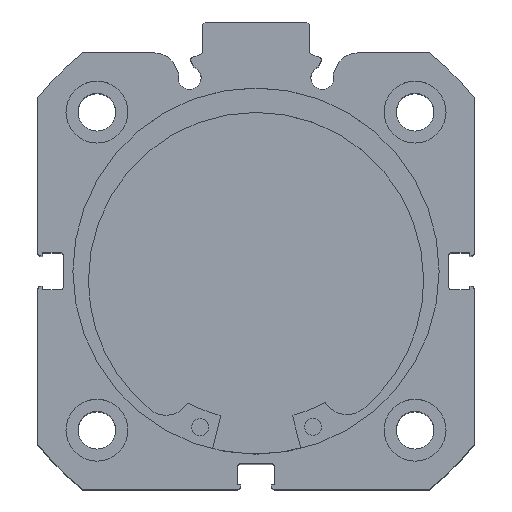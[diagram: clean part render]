
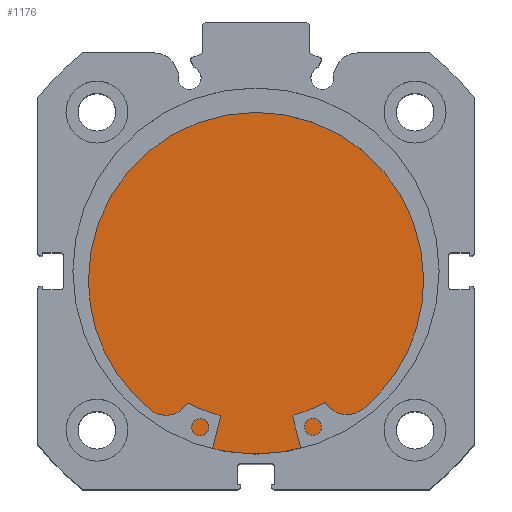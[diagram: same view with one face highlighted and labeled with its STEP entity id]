
A CAD part, top view. The second image highlights one B-rep face of the part: STEP entity #1176.
In plain terms, the highlighted face is planar.
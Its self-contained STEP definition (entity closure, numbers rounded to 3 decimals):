
#679 = CIRCLE ( 'NONE', #2756, 32.5 ) ;
#694 = CIRCLE ( 'NONE', #2762, 32.5 ) ;
#1176 = ADVANCED_FACE ( 'NONE', ( #3680 ), #5147, .F. ) ;
#1308 = VERTEX_POINT ( 'NONE', #5440 ) ;
#1313 = VERTEX_POINT ( 'NONE', #5455 ) ;
#1820 = ORIENTED_EDGE ( 'NONE', *, *, #2280, .F. ) ;
#1946 = ORIENTED_EDGE ( 'NONE', *, *, #2268, .F. ) ;
#2268 = EDGE_CURVE ( 'NONE', #1313, #1308, #679, .T. ) ;
#2280 = EDGE_CURVE ( 'NONE', #1308, #1313, #694, .T. ) ;
#2578 = AXIS2_PLACEMENT_3D ( 'NONE', #5146, #5149, #5150 ) ;
#2756 = AXIS2_PLACEMENT_3D ( 'NONE', #6300, #6301, #6302 ) ;
#2762 = AXIS2_PLACEMENT_3D ( 'NONE', #6331, #6333, #6334 ) ;
#2916 = EDGE_LOOP ( 'NONE', ( #1946, #1820 ) ) ;
#3680 = FACE_OUTER_BOUND ( 'NONE', #2916, .T. ) ;
#5146 = CARTESIAN_POINT ( 'NONE',  ( 9.5, 32.5, 0. ) ) ;
#5147 = PLANE ( 'NONE',  #2578 ) ;
#5149 = DIRECTION ( 'NONE',  ( -1., 0., 0. ) ) ;
#5150 = DIRECTION ( 'NONE',  ( 0., 0., 1. ) ) ;
#5440 = CARTESIAN_POINT ( 'NONE',  ( 9.5, 0., -32.5 ) ) ;
#5455 = CARTESIAN_POINT ( 'NONE',  ( 9.5, 0., 32.5 ) ) ;
#6300 = CARTESIAN_POINT ( 'NONE',  ( 9.5, 0., 0. ) ) ;
#6301 = DIRECTION ( 'NONE',  ( -1., 0., 0. ) ) ;
#6302 = DIRECTION ( 'NONE',  ( 0., 0., 1. ) ) ;
#6331 = CARTESIAN_POINT ( 'NONE',  ( 9.5, 0., 0. ) ) ;
#6333 = DIRECTION ( 'NONE',  ( -1., 0., 0. ) ) ;
#6334 = DIRECTION ( 'NONE',  ( 0., 0., 1. ) ) ;
